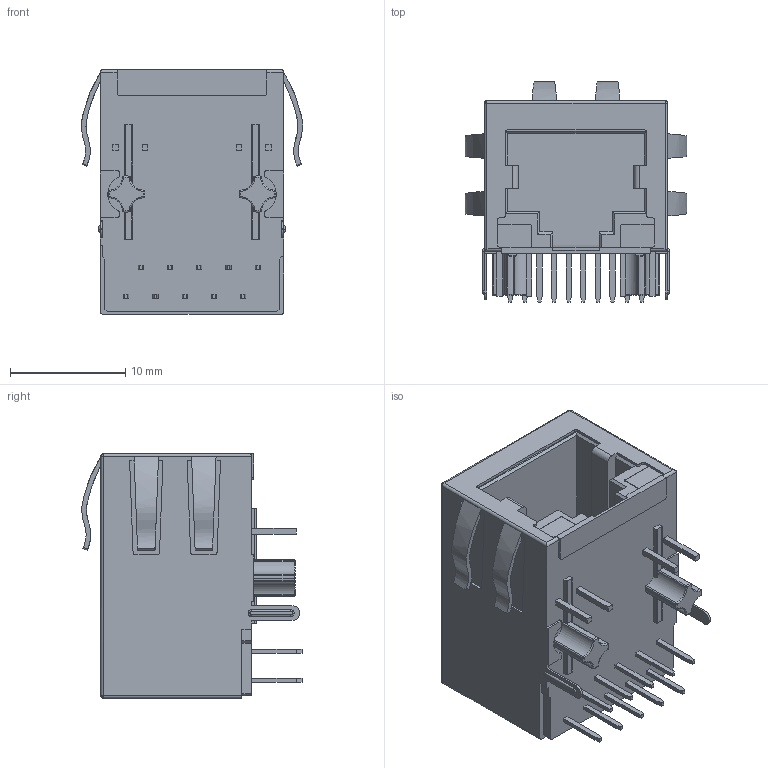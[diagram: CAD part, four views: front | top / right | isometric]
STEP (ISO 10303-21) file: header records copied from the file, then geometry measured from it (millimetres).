
FILE_DESCRIPTION (( 'STEP AP203' ), '1' );
FILE_NAME ('TMJG4813-8KGDNL4.STEP', '2024-04-17T09:49:04', ( 'Windows 蚚誧' ), ( 'Microsoft' ), 'SwSTEP 2.0', 'SolidWorks 2020', '' );
FILE_SCHEMA (( 'CONFIG_CONTROL_DESIGN' ));
Length unit declared in the file: millimetre
Products named in the file (1): TMJG4813-8KGDNL4
Bounding box: 19.22 x 19.13 x 21.25 mm (x, y, z)
Volume: 3578.6 mm3; surface area: 2568.8 mm2
Topology: 1 solids, 1 shells, 849 faces, 2263 edges, 1462 vertices
Faces by surface type: plane 527, bspline 164, cylinder 118, sphere 24, torus 16
Entity records: 35234 total; most frequent: CARTESIAN_POINT 15101, ORIENTED_EDGE 4478, DIRECTION 3537, EDGE_CURVE 2239, VECTOR 1605, LINE 1605, VERTEX_POINT 1462, AXIS2_PLACEMENT_3D 966
